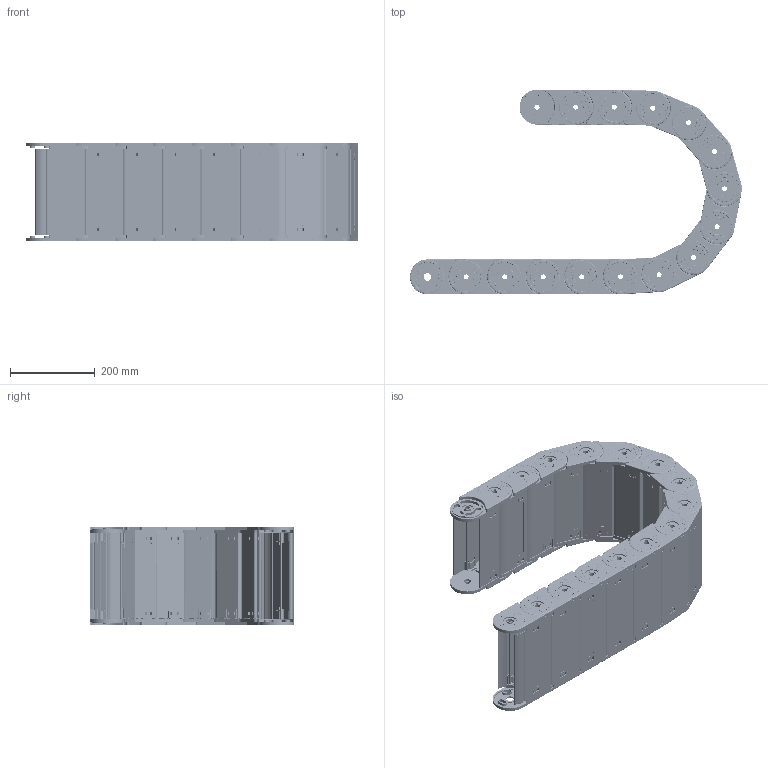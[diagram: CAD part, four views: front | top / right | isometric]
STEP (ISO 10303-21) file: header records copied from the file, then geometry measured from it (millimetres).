
FILE_DESCRIPTION (( 'STEP AP214' ), '1' );
FILE_NAME ('CK60-K200-R200.STEP', '2019-09-06T11:48:27', ( '' ), ( '' ), 'SwSTEP 2.0', 'SolidWorks 2017', '' );
FILE_SCHEMA (( 'AUTOMOTIVE_DESIGN' ));
Length unit declared in the file: millimetre
Products named in the file (2): CK60-K200; CK60-K200-R200
Assembly tree (15 placements, depth 2):
  CK60-K200-R200
    CK60-K200  x15
Bounding box: 782.23 x 482.17 x 233.06 mm (x, y, z)
Volume: 4390080.7 mm3; surface area: 3069553.1 mm2
Topology: 75 solids, 75 shells, 13320 faces, 35445 edges, 23280 vertices
Faces by surface type: plane 5940, cylinder 4200, bspline 2850, torus 300, cone 30
Entity records: 37147 total; most frequent: CARTESIAN_POINT 16412, ORIENTED_EDGE 4718, DIRECTION 3750, EDGE_CURVE 2359, VERTEX_POINT 1552, VECTOR 1314, LINE 1314, AXIS2_PLACEMENT_3D 1218
